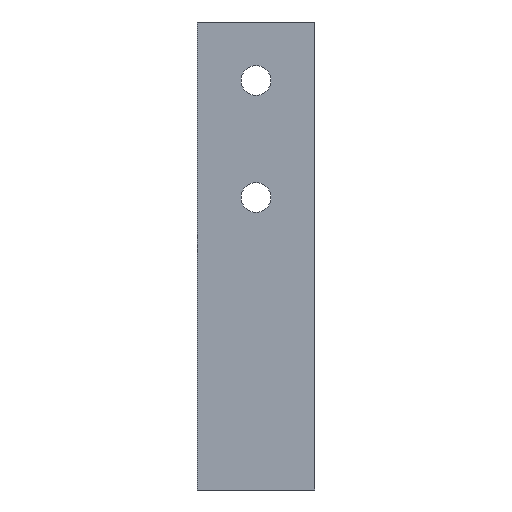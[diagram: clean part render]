
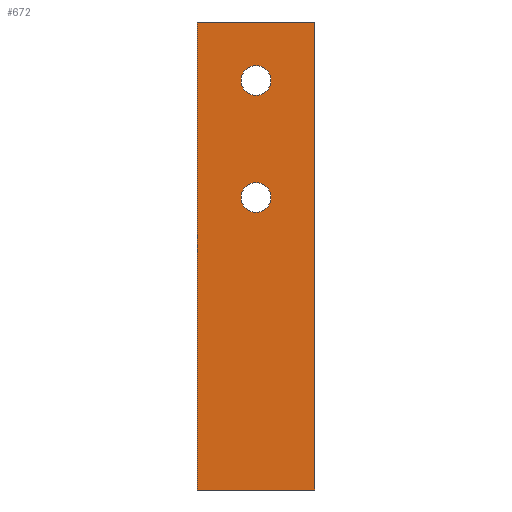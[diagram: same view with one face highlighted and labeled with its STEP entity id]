
A CAD part, front view. The second image highlights one B-rep face of the part: STEP entity #672.
In plain terms, the highlighted planar face has unit normal (0, -1, 0).
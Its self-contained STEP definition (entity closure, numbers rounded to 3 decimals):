
#7 = CARTESIAN_POINT ( 'NONE',  ( 197.5, 0., -141. ) ) ;
#26 = LINE ( 'NONE', #333, #1784 ) ;
#87 = VERTEX_POINT ( 'NONE', #934 ) ;
#141 = AXIS2_PLACEMENT_3D ( 'NONE', #514, #1091, #937 ) ;
#171 = DIRECTION ( 'NONE',  ( 0., 0., -1. ) ) ;
#178 = FACE_BOUND ( 'NONE', #1512, .T. ) ;
#250 = VECTOR ( 'NONE', #171, 1000. ) ;
#265 = DIRECTION ( 'NONE',  ( 0., 1., 0. ) ) ;
#266 = AXIS2_PLACEMENT_3D ( 'NONE', #1136, #265, #1266 ) ;
#318 = CARTESIAN_POINT ( 'NONE',  ( 207.5, 0., 0. ) ) ;
#320 = CARTESIAN_POINT ( 'NONE',  ( 0., 0., -191. ) ) ;
#333 = CARTESIAN_POINT ( 'NONE',  ( 0., 0., -111. ) ) ;
#374 = EDGE_CURVE ( 'NONE', #87, #532, #412, .T. ) ;
#412 = CIRCLE ( 'NONE', #266, 2.55 ) ;
#428 = EDGE_LOOP ( 'NONE', ( #779, #455 ) ) ;
#436 = CARTESIAN_POINT ( 'NONE',  ( 207.5, 0., -111. ) ) ;
#453 = DIRECTION ( 'NONE',  ( 0., 1., 0. ) ) ;
#455 = ORIENTED_EDGE ( 'NONE', *, *, #1166, .T. ) ;
#478 = ORIENTED_EDGE ( 'NONE', *, *, #611, .F. ) ;
#488 = CIRCLE ( 'NONE', #995, 2.55 ) ;
#496 = DIRECTION ( 'NONE',  ( 0., 0., 1. ) ) ;
#504 = CARTESIAN_POINT ( 'NONE',  ( 187.5, 0., -111. ) ) ;
#514 = CARTESIAN_POINT ( 'NONE',  ( 197.5, 0., -141. ) ) ;
#532 = VERTEX_POINT ( 'NONE', #1704 ) ;
#569 = CARTESIAN_POINT ( 'NONE',  ( 187.5, 0., 0. ) ) ;
#596 = LINE ( 'NONE', #320, #786 ) ;
#598 = LINE ( 'NONE', #569, #250 ) ;
#611 = EDGE_CURVE ( 'NONE', #715, #1231, #26, .T. ) ;
#615 = EDGE_CURVE ( 'NONE', #532, #87, #1171, .T. ) ;
#640 = EDGE_CURVE ( 'NONE', #1231, #1642, #772, .T. ) ;
#672 = ADVANCED_FACE ( 'NONE', ( #1437, #178, #1591 ), #1805, .F. ) ;
#674 = VECTOR ( 'NONE', #1616, 1000. ) ;
#715 = VERTEX_POINT ( 'NONE', #504 ) ;
#728 = DIRECTION ( 'NONE',  ( 0., 0., 1. ) ) ;
#772 = LINE ( 'NONE', #318, #674 ) ;
#777 = EDGE_CURVE ( 'NONE', #1565, #1539, #1326, .T. ) ;
#778 = CARTESIAN_POINT ( 'NONE',  ( 197.5, 0., -138.45 ) ) ;
#779 = ORIENTED_EDGE ( 'NONE', *, *, #777, .T. ) ;
#786 = VECTOR ( 'NONE', #1155, 1000. ) ;
#796 = CARTESIAN_POINT ( 'NONE',  ( 207.5, 0., -191. ) ) ;
#812 = DIRECTION ( 'NONE',  ( 0., 1., 0. ) ) ;
#823 = CARTESIAN_POINT ( 'NONE',  ( 187.5, 0., -191. ) ) ;
#934 = CARTESIAN_POINT ( 'NONE',  ( 197.5, 0., -118.45 ) ) ;
#937 = DIRECTION ( 'NONE',  ( 0., 0., 1. ) ) ;
#974 = AXIS2_PLACEMENT_3D ( 'NONE', #1316, #453, #1043 ) ;
#995 = AXIS2_PLACEMENT_3D ( 'NONE', #7, #1147, #728 ) ;
#1012 = ORIENTED_EDGE ( 'NONE', *, *, #1256, .F. ) ;
#1043 = DIRECTION ( 'NONE',  ( 0., 0., 1. ) ) ;
#1073 = CARTESIAN_POINT ( 'NONE',  ( 0., 0., 0. ) ) ;
#1091 = DIRECTION ( 'NONE',  ( 0., 1., 0. ) ) ;
#1136 = CARTESIAN_POINT ( 'NONE',  ( 197.5, 0., -121. ) ) ;
#1147 = DIRECTION ( 'NONE',  ( 0., 1., 0. ) ) ;
#1155 = DIRECTION ( 'NONE',  ( -1., 0., 0. ) ) ;
#1166 = EDGE_CURVE ( 'NONE', #1539, #1565, #488, .T. ) ;
#1171 = CIRCLE ( 'NONE', #974, 2.55 ) ;
#1173 = AXIS2_PLACEMENT_3D ( 'NONE', #1073, #812, #496 ) ;
#1192 = ORIENTED_EDGE ( 'NONE', *, *, #640, .F. ) ;
#1231 = VERTEX_POINT ( 'NONE', #436 ) ;
#1256 = EDGE_CURVE ( 'NONE', #1642, #1730, #596, .T. ) ;
#1266 = DIRECTION ( 'NONE',  ( 0., 0., 1. ) ) ;
#1304 = DIRECTION ( 'NONE',  ( 1., 0., 0. ) ) ;
#1316 = CARTESIAN_POINT ( 'NONE',  ( 197.5, 0., -121. ) ) ;
#1326 = CIRCLE ( 'NONE', #141, 2.55 ) ;
#1360 = ORIENTED_EDGE ( 'NONE', *, *, #615, .T. ) ;
#1398 = EDGE_CURVE ( 'NONE', #715, #1730, #598, .T. ) ;
#1437 = FACE_BOUND ( 'NONE', #428, .T. ) ;
#1512 = EDGE_LOOP ( 'NONE', ( #1360, #1602 ) ) ;
#1521 = EDGE_LOOP ( 'NONE', ( #1783, #1012, #1192, #478 ) ) ;
#1539 = VERTEX_POINT ( 'NONE', #778 ) ;
#1565 = VERTEX_POINT ( 'NONE', #1777 ) ;
#1591 = FACE_OUTER_BOUND ( 'NONE', #1521, .T. ) ;
#1602 = ORIENTED_EDGE ( 'NONE', *, *, #374, .T. ) ;
#1616 = DIRECTION ( 'NONE',  ( 0., 0., -1. ) ) ;
#1642 = VERTEX_POINT ( 'NONE', #796 ) ;
#1704 = CARTESIAN_POINT ( 'NONE',  ( 197.5, 0., -123.55 ) ) ;
#1730 = VERTEX_POINT ( 'NONE', #823 ) ;
#1777 = CARTESIAN_POINT ( 'NONE',  ( 197.5, 0., -143.55 ) ) ;
#1783 = ORIENTED_EDGE ( 'NONE', *, *, #1398, .T. ) ;
#1784 = VECTOR ( 'NONE', #1304, 1000. ) ;
#1805 = PLANE ( 'NONE',  #1173 ) ;
